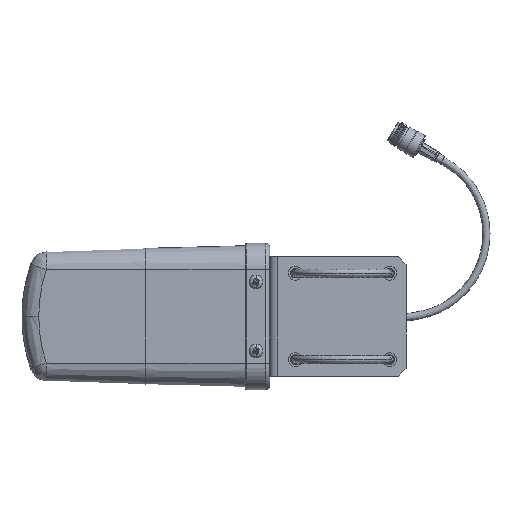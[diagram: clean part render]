
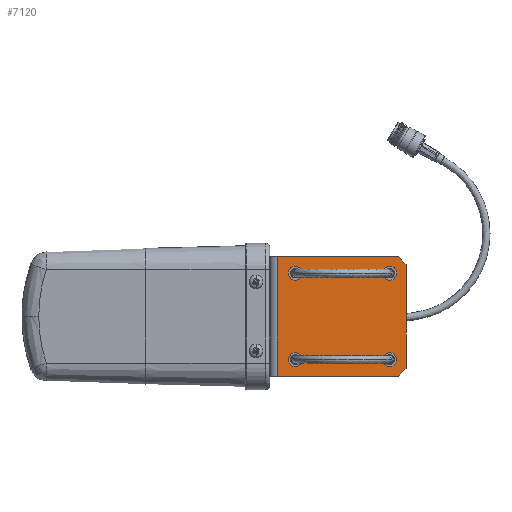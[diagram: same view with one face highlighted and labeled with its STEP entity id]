
A CAD part, front view. The second image highlights one B-rep face of the part: STEP entity #7120.
In plain terms, the highlighted planar face has unit normal (0, -1, 0).
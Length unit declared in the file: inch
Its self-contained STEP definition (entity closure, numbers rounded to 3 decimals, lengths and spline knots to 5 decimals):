
#101 = VERTEX_POINT ( 'NONE', #10827 ) ;
#433 = CIRCLE ( 'NONE', #2640, 0.175 ) ;
#611 = CARTESIAN_POINT ( 'NONE',  ( 3.218, -0.98402, -1.5 ) ) ;
#723 = DIRECTION ( 'NONE',  ( 0., -1., 0. ) ) ;
#812 = ORIENTED_EDGE ( 'NONE', *, *, #10451, .F. ) ;
#921 = DIRECTION ( 'NONE',  ( -0.707, 0., -0.707 ) ) ;
#1055 = CIRCLE ( 'NONE', #28098, 0.175 ) ;
#1878 = EDGE_CURVE ( 'NONE', #15262, #13708, #15364, .T. ) ;
#2064 = DIRECTION ( 'NONE',  ( 0., -1., 0. ) ) ;
#2393 = AXIS2_PLACEMENT_3D ( 'NONE', #16700, #32458, #27407 ) ;
#2639 = LINE ( 'NONE', #15798, #27151 ) ;
#2640 = AXIS2_PLACEMENT_3D ( 'NONE', #25603, #2064, #12359 ) ;
#2744 = VERTEX_POINT ( 'NONE', #15008 ) ;
#2793 = VERTEX_POINT ( 'NONE', #26902 ) ;
#3175 = CARTESIAN_POINT ( 'NONE',  ( 0.093, -0.98402, 1.5 ) ) ;
#3623 = ORIENTED_EDGE ( 'NONE', *, *, #23453, .F. ) ;
#4114 = VECTOR ( 'NONE', #921, 39.37008 ) ;
#4379 = DIRECTION ( 'NONE',  ( 0., -1., 0. ) ) ;
#4667 = AXIS2_PLACEMENT_3D ( 'NONE', #17850, #17500, #25444 ) ;
#5093 = CIRCLE ( 'NONE', #16933, 0.175 ) ;
#5263 = AXIS2_PLACEMENT_3D ( 'NONE', #25374, #10585, #28548 ) ;
#6242 = LINE ( 'NONE', #3175, #14697 ) ;
#6305 = FACE_OUTER_BOUND ( 'NONE', #26498, .T. ) ;
#6575 = ORIENTED_EDGE ( 'NONE', *, *, #30503, .F. ) ;
#6736 = CIRCLE ( 'NONE', #2393, 0.175 ) ;
#7120 = ADVANCED_FACE ( 'NONE', ( #11501, #29488, #14511, #24896, #6305 ), #24736, .F. ) ;
#7193 = ORIENTED_EDGE ( 'NONE', *, *, #1878, .T. ) ;
#7386 = CARTESIAN_POINT ( 'NONE',  ( 0.64241, -0.98402, 0.90768 ) ) ;
#8728 = CIRCLE ( 'NONE', #33038, 0.175 ) ;
#8942 = EDGE_CURVE ( 'NONE', #31103, #27790, #6736, .T. ) ;
#9069 = ORIENTED_EDGE ( 'NONE', *, *, #26581, .F. ) ;
#9285 = CARTESIAN_POINT ( 'NONE',  ( 0.64241, -0.98402, -0.90767 ) ) ;
#10203 = EDGE_CURVE ( 'NONE', #32512, #23089, #16023, .T. ) ;
#10451 = EDGE_CURVE ( 'NONE', #26300, #27516, #1055, .T. ) ;
#10585 = DIRECTION ( 'NONE',  ( 0., 1., 0. ) ) ;
#10827 = CARTESIAN_POINT ( 'NONE',  ( 3.418, -0.98402, 1.3 ) ) ;
#11075 = LINE ( 'NONE', #29550, #4114 ) ;
#11228 = CARTESIAN_POINT ( 'NONE',  ( 0.64241, -0.98402, -1.25767 ) ) ;
#11501 = FACE_BOUND ( 'NONE', #32419, .T. ) ;
#11797 = CARTESIAN_POINT ( 'NONE',  ( 0.64241, -0.98402, 1.08268 ) ) ;
#11871 = ORIENTED_EDGE ( 'NONE', *, *, #25023, .F. ) ;
#12019 = CARTESIAN_POINT ( 'NONE',  ( 0.64241, -0.98402, -1.08267 ) ) ;
#12050 = AXIS2_PLACEMENT_3D ( 'NONE', #26948, #29291, #19152 ) ;
#12359 = DIRECTION ( 'NONE',  ( 0., 0., 1. ) ) ;
#12642 = ORIENTED_EDGE ( 'NONE', *, *, #10203, .F. ) ;
#12989 = DIRECTION ( 'NONE',  ( 0., 0., -1. ) ) ;
#13708 = VERTEX_POINT ( 'NONE', #22576 ) ;
#13963 = ORIENTED_EDGE ( 'NONE', *, *, #26385, .F. ) ;
#14041 = CARTESIAN_POINT ( 'NONE',  ( 0.64241, -0.98402, 1.25768 ) ) ;
#14386 = DIRECTION ( 'NONE',  ( -1., 0., 0. ) ) ;
#14511 = FACE_BOUND ( 'NONE', #28007, .T. ) ;
#14616 = CARTESIAN_POINT ( 'NONE',  ( 3.418, -0.98402, 1.3 ) ) ;
#14697 = VECTOR ( 'NONE', #26895, 39.37008 ) ;
#14846 = CARTESIAN_POINT ( 'NONE',  ( 3.00461, -0.98402, -1.25767 ) ) ;
#15008 = CARTESIAN_POINT ( 'NONE',  ( 3.00461, -0.98402, 1.25768 ) ) ;
#15262 = VERTEX_POINT ( 'NONE', #27908 ) ;
#15364 = LINE ( 'NONE', #15701, #17042 ) ;
#15435 = VERTEX_POINT ( 'NONE', #611 ) ;
#15679 = CARTESIAN_POINT ( 'NONE',  ( 3.218, -0.98402, 1.5 ) ) ;
#15701 = CARTESIAN_POINT ( 'NONE',  ( 0.183, -0.98402, -1.5 ) ) ;
#15798 = CARTESIAN_POINT ( 'NONE',  ( 3.418, -0.98402, 1.5 ) ) ;
#16023 = CIRCLE ( 'NONE', #20401, 0.175 ) ;
#16056 = DIRECTION ( 'NONE',  ( 0., 0., 1. ) ) ;
#16109 = ORIENTED_EDGE ( 'NONE', *, *, #26602, .F. ) ;
#16463 = CARTESIAN_POINT ( 'NONE',  ( 0.64241, -0.98402, -1.08267 ) ) ;
#16546 = EDGE_CURVE ( 'NONE', #28479, #15262, #6242, .T. ) ;
#16610 = CARTESIAN_POINT ( 'NONE',  ( 0.093, -0.98402, -1.5 ) ) ;
#16700 = CARTESIAN_POINT ( 'NONE',  ( 3.00461, -0.98402, -1.08267 ) ) ;
#16775 = LINE ( 'NONE', #16610, #32595 ) ;
#16933 = AXIS2_PLACEMENT_3D ( 'NONE', #23367, #29115, #16056 ) ;
#17042 = VECTOR ( 'NONE', #12989, 39.37008 ) ;
#17184 = CARTESIAN_POINT ( 'NONE',  ( 3.418, -0.98402, -1.3 ) ) ;
#17500 = DIRECTION ( 'NONE',  ( 0., -1., 0. ) ) ;
#17850 = CARTESIAN_POINT ( 'NONE',  ( 0.64241, -0.98402, 1.08268 ) ) ;
#18558 = DIRECTION ( 'NONE',  ( 0., 0., -1. ) ) ;
#18796 = EDGE_CURVE ( 'NONE', #101, #19169, #2639, .T. ) ;
#19152 = DIRECTION ( 'NONE',  ( 0., 0., 1. ) ) ;
#19169 = VERTEX_POINT ( 'NONE', #17184 ) ;
#19252 = CIRCLE ( 'NONE', #4667, 0.175 ) ;
#20401 = AXIS2_PLACEMENT_3D ( 'NONE', #16463, #723, #31227 ) ;
#20571 = EDGE_CURVE ( 'NONE', #27790, #31103, #5093, .T. ) ;
#21095 = ORIENTED_EDGE ( 'NONE', *, *, #16546, .T. ) ;
#21384 = CARTESIAN_POINT ( 'NONE',  ( 3.00461, -0.98402, -0.90767 ) ) ;
#22386 = DIRECTION ( 'NONE',  ( 0., 0., 1. ) ) ;
#22469 = LINE ( 'NONE', #14616, #27328 ) ;
#22576 = CARTESIAN_POINT ( 'NONE',  ( 0.183, -0.98402, -1.5 ) ) ;
#23089 = VERTEX_POINT ( 'NONE', #9285 ) ;
#23367 = CARTESIAN_POINT ( 'NONE',  ( 3.00461, -0.98402, -1.08267 ) ) ;
#23453 = EDGE_CURVE ( 'NONE', #23089, #32512, #8728, .T. ) ;
#24479 = ORIENTED_EDGE ( 'NONE', *, *, #18796, .F. ) ;
#24736 = PLANE ( 'NONE',  #5263 ) ;
#24896 = FACE_BOUND ( 'NONE', #30891, .T. ) ;
#25023 = EDGE_CURVE ( 'NONE', #15435, #13708, #16775, .T. ) ;
#25250 = EDGE_CURVE ( 'NONE', #2793, #2744, #26707, .T. ) ;
#25374 = CARTESIAN_POINT ( 'NONE',  ( 0.093, -0.98402, -1.5 ) ) ;
#25444 = DIRECTION ( 'NONE',  ( 0., 0., 1. ) ) ;
#25603 = CARTESIAN_POINT ( 'NONE',  ( 3.00461, -0.98402, 1.08268 ) ) ;
#25937 = ORIENTED_EDGE ( 'NONE', *, *, #8942, .F. ) ;
#26259 = ORIENTED_EDGE ( 'NONE', *, *, #25250, .F. ) ;
#26300 = VERTEX_POINT ( 'NONE', #7386 ) ;
#26385 = EDGE_CURVE ( 'NONE', #28479, #101, #22469, .T. ) ;
#26498 = EDGE_LOOP ( 'NONE', ( #11871, #9069, #24479, #13963, #21095, #7193 ) ) ;
#26581 = EDGE_CURVE ( 'NONE', #19169, #15435, #11075, .T. ) ;
#26602 = EDGE_CURVE ( 'NONE', #27516, #26300, #19252, .T. ) ;
#26624 = EDGE_LOOP ( 'NONE', ( #16109, #812 ) ) ;
#26707 = CIRCLE ( 'NONE', #12050, 0.175 ) ;
#26895 = DIRECTION ( 'NONE',  ( -1., 0., 0. ) ) ;
#26902 = CARTESIAN_POINT ( 'NONE',  ( 3.00461, -0.98402, 0.90768 ) ) ;
#26948 = CARTESIAN_POINT ( 'NONE',  ( 3.00461, -0.98402, 1.08268 ) ) ;
#27151 = VECTOR ( 'NONE', #18558, 39.37008 ) ;
#27328 = VECTOR ( 'NONE', #32784, 39.37008 ) ;
#27407 = DIRECTION ( 'NONE',  ( 0., 0., 1. ) ) ;
#27516 = VERTEX_POINT ( 'NONE', #14041 ) ;
#27790 = VERTEX_POINT ( 'NONE', #14846 ) ;
#27804 = DIRECTION ( 'NONE',  ( 0., -1., 0. ) ) ;
#27908 = CARTESIAN_POINT ( 'NONE',  ( 0.183, -0.98402, 1.5 ) ) ;
#28007 = EDGE_LOOP ( 'NONE', ( #6575, #26259 ) ) ;
#28098 = AXIS2_PLACEMENT_3D ( 'NONE', #11797, #4379, #30613 ) ;
#28479 = VERTEX_POINT ( 'NONE', #15679 ) ;
#28548 = DIRECTION ( 'NONE',  ( 0., 0., 1. ) ) ;
#29115 = DIRECTION ( 'NONE',  ( 0., -1., 0. ) ) ;
#29291 = DIRECTION ( 'NONE',  ( 0., -1., 0. ) ) ;
#29488 = FACE_BOUND ( 'NONE', #26624, .T. ) ;
#29550 = CARTESIAN_POINT ( 'NONE',  ( 3.218, -0.98402, -1.5 ) ) ;
#29788 = ORIENTED_EDGE ( 'NONE', *, *, #20571, .F. ) ;
#30503 = EDGE_CURVE ( 'NONE', #2744, #2793, #433, .T. ) ;
#30613 = DIRECTION ( 'NONE',  ( 0., 0., 1. ) ) ;
#30891 = EDGE_LOOP ( 'NONE', ( #25937, #29788 ) ) ;
#31103 = VERTEX_POINT ( 'NONE', #21384 ) ;
#31227 = DIRECTION ( 'NONE',  ( 0., 0., 1. ) ) ;
#32419 = EDGE_LOOP ( 'NONE', ( #3623, #12642 ) ) ;
#32458 = DIRECTION ( 'NONE',  ( 0., -1., 0. ) ) ;
#32512 = VERTEX_POINT ( 'NONE', #11228 ) ;
#32595 = VECTOR ( 'NONE', #14386, 39.37008 ) ;
#32784 = DIRECTION ( 'NONE',  ( 0.707, 0., -0.707 ) ) ;
#33038 = AXIS2_PLACEMENT_3D ( 'NONE', #12019, #27804, #22386 ) ;
